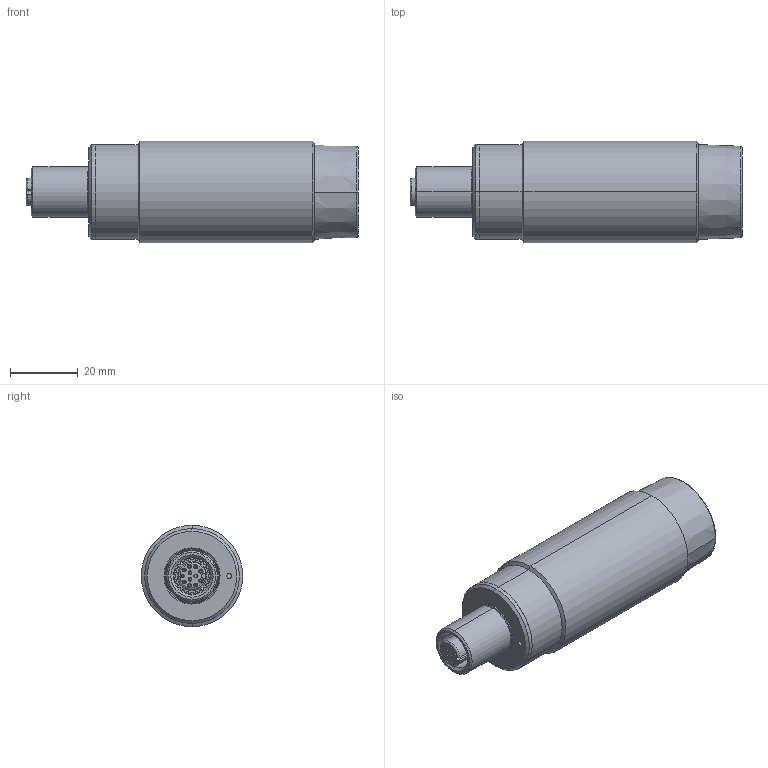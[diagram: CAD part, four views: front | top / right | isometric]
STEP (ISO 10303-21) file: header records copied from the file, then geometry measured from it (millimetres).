
FILE_DESCRIPTION (( 'STEP AP203' ), '1' );
FILE_NAME ('0E010959_INDUKTIVKOPPLER_REMOTE_M30_BETA_AXIAL_4-10V.STEP', '2020-11-02T13:24:08', ( '' ), ( '' ), 'SwSTEP 2.0', 'SolidWorks 2019', '' );
FILE_SCHEMA (( 'CONFIG_CONTROL_DESIGN' ));
Length unit declared in the file: millimetre
Products named in the file (1): 0E010959_INDUKTIVKOPPLER_REMOTE_M30_BETA_AXIAL_4-10V
Bounding box: 98.1 x 30 x 30 mm (x, y, z)
Volume: 14623.7 mm3; surface area: 20794.9 mm2
Topology: 5 solids, 5 shells, 585 faces, 1475 edges, 938 vertices
Faces by surface type: cylinder 339, plane 113, cone 90, torus 43
Entity records: 17982 total; most frequent: CARTESIAN_POINT 3903, DIRECTION 3064, ORIENTED_EDGE 2950, EDGE_CURVE 1475, AXIS2_PLACEMENT_3D 1282, VERTEX_POINT 938, CIRCLE 696, EDGE_LOOP 655
